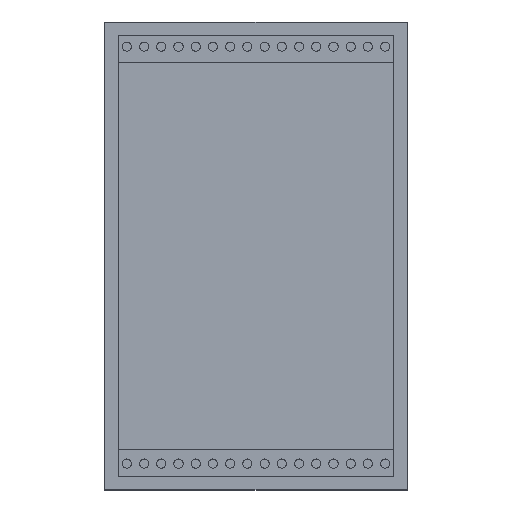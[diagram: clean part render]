
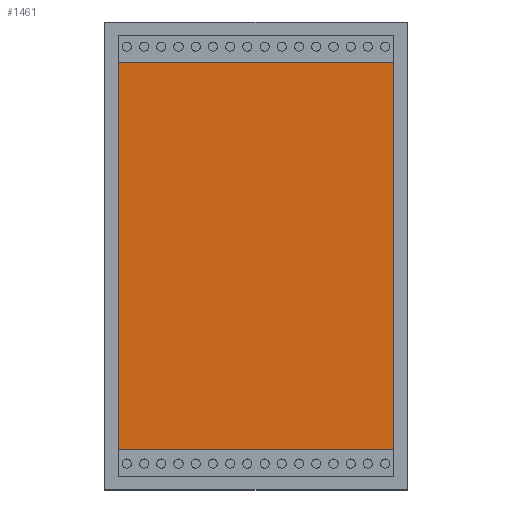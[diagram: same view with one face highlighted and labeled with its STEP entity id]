
A CAD part, top view. The second image highlights one B-rep face of the part: STEP entity #1461.
In plain terms, the highlighted planar face has unit normal (0, 0, 1).
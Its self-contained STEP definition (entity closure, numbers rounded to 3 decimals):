
#32 = PLANE('',#33);
#33 = AXIS2_PLACEMENT_3D('',#34,#35,#36);
#34 = CARTESIAN_POINT('',(-40.64,-65.,29.));
#35 = DIRECTION('',(1.,0.,0.));
#36 = DIRECTION('',(0.,1.,0.));
#281 = VERTEX_POINT('',#282);
#282 = CARTESIAN_POINT('',(-40.64,-65.,4.));
#296 = PLANE('',#297);
#297 = AXIS2_PLACEMENT_3D('',#298,#299,#300);
#298 = CARTESIAN_POINT('',(40.64,-65.,29.));
#299 = DIRECTION('',(0.,1.,0.));
#300 = DIRECTION('',(-1.,0.,0.));
#308 = EDGE_CURVE('',#281,#309,#311,.T.);
#309 = VERTEX_POINT('',#310);
#310 = CARTESIAN_POINT('',(-40.64,65.,4.));
#311 = SURFACE_CURVE('',#312,(#316,#323),.PCURVE_S1.);
#312 = LINE('',#313,#314);
#313 = CARTESIAN_POINT('',(-40.64,-65.,4.));
#314 = VECTOR('',#315,1.);
#315 = DIRECTION('',(0.,1.,0.));
#316 = PCURVE('',#32,#317);
#317 = DEFINITIONAL_REPRESENTATION('',(#318),#322);
#318 = LINE('',#319,#320);
#319 = CARTESIAN_POINT('',(0.,-25.));
#320 = VECTOR('',#321,1.);
#321 = DIRECTION('',(1.,0.));
#322 = ( GEOMETRIC_REPRESENTATION_CONTEXT(2) 
PARAMETRIC_REPRESENTATION_CONTEXT() REPRESENTATION_CONTEXT('2D SPACE',''
  ) );
#323 = PCURVE('',#324,#329);
#324 = PLANE('',#325);
#325 = AXIS2_PLACEMENT_3D('',#326,#327,#328);
#326 = CARTESIAN_POINT('',(0.,0.,4.));
#327 = DIRECTION('',(-0.,-0.,-1.));
#328 = DIRECTION('',(-1.,0.,0.));
#329 = DEFINITIONAL_REPRESENTATION('',(#330),#334);
#330 = LINE('',#331,#332);
#331 = CARTESIAN_POINT('',(40.64,-65.));
#332 = VECTOR('',#333,1.);
#333 = DIRECTION('',(0.,1.));
#334 = ( GEOMETRIC_REPRESENTATION_CONTEXT(2) 
PARAMETRIC_REPRESENTATION_CONTEXT() REPRESENTATION_CONTEXT('2D SPACE',''
  ) );
#352 = PLANE('',#353);
#353 = AXIS2_PLACEMENT_3D('',#354,#355,#356);
#354 = CARTESIAN_POINT('',(-40.64,65.,29.));
#355 = DIRECTION('',(0.,-1.,0.));
#356 = DIRECTION('',(1.,0.,0.));
#439 = PLANE('',#440);
#440 = AXIS2_PLACEMENT_3D('',#441,#442,#443);
#441 = CARTESIAN_POINT('',(40.64,65.,29.));
#442 = DIRECTION('',(-1.,0.,0.));
#443 = DIRECTION('',(0.,-1.,0.));
#1255 = EDGE_CURVE('',#309,#1256,#1258,.T.);
#1256 = VERTEX_POINT('',#1257);
#1257 = CARTESIAN_POINT('',(40.64,65.,4.));
#1258 = SURFACE_CURVE('',#1259,(#1263,#1270),.PCURVE_S1.);
#1259 = LINE('',#1260,#1261);
#1260 = CARTESIAN_POINT('',(-40.64,65.,4.));
#1261 = VECTOR('',#1262,1.);
#1262 = DIRECTION('',(1.,0.,0.));
#1263 = PCURVE('',#352,#1264);
#1264 = DEFINITIONAL_REPRESENTATION('',(#1265),#1269);
#1265 = LINE('',#1266,#1267);
#1266 = CARTESIAN_POINT('',(0.,-25.));
#1267 = VECTOR('',#1268,1.);
#1268 = DIRECTION('',(1.,0.));
#1269 = ( GEOMETRIC_REPRESENTATION_CONTEXT(2) 
PARAMETRIC_REPRESENTATION_CONTEXT() REPRESENTATION_CONTEXT('2D SPACE',''
  ) );
#1270 = PCURVE('',#324,#1271);
#1271 = DEFINITIONAL_REPRESENTATION('',(#1272),#1276);
#1272 = LINE('',#1273,#1274);
#1273 = CARTESIAN_POINT('',(40.64,65.));
#1274 = VECTOR('',#1275,1.);
#1275 = DIRECTION('',(-1.,0.));
#1276 = ( GEOMETRIC_REPRESENTATION_CONTEXT(2) 
PARAMETRIC_REPRESENTATION_CONTEXT() REPRESENTATION_CONTEXT('2D SPACE',''
  ) );
#1461 = ADVANCED_FACE('',(#1462),#324,.F.);
#1462 = FACE_BOUND('',#1463,.F.);
#1463 = EDGE_LOOP('',(#1464,#1465,#1488,#1509));
#1464 = ORIENTED_EDGE('',*,*,#1255,.T.);
#1465 = ORIENTED_EDGE('',*,*,#1466,.T.);
#1466 = EDGE_CURVE('',#1256,#1467,#1469,.T.);
#1467 = VERTEX_POINT('',#1468);
#1468 = CARTESIAN_POINT('',(40.64,-65.,4.));
#1469 = SURFACE_CURVE('',#1470,(#1474,#1481),.PCURVE_S1.);
#1470 = LINE('',#1471,#1472);
#1471 = CARTESIAN_POINT('',(40.64,65.,4.));
#1472 = VECTOR('',#1473,1.);
#1473 = DIRECTION('',(0.,-1.,0.));
#1474 = PCURVE('',#324,#1475);
#1475 = DEFINITIONAL_REPRESENTATION('',(#1476),#1480);
#1476 = LINE('',#1477,#1478);
#1477 = CARTESIAN_POINT('',(-40.64,65.));
#1478 = VECTOR('',#1479,1.);
#1479 = DIRECTION('',(0.,-1.));
#1480 = ( GEOMETRIC_REPRESENTATION_CONTEXT(2) 
PARAMETRIC_REPRESENTATION_CONTEXT() REPRESENTATION_CONTEXT('2D SPACE',''
  ) );
#1481 = PCURVE('',#439,#1482);
#1482 = DEFINITIONAL_REPRESENTATION('',(#1483),#1487);
#1483 = LINE('',#1484,#1485);
#1484 = CARTESIAN_POINT('',(0.,-25.));
#1485 = VECTOR('',#1486,1.);
#1486 = DIRECTION('',(1.,0.));
#1487 = ( GEOMETRIC_REPRESENTATION_CONTEXT(2) 
PARAMETRIC_REPRESENTATION_CONTEXT() REPRESENTATION_CONTEXT('2D SPACE',''
  ) );
#1488 = ORIENTED_EDGE('',*,*,#1489,.T.);
#1489 = EDGE_CURVE('',#1467,#281,#1490,.T.);
#1490 = SURFACE_CURVE('',#1491,(#1495,#1502),.PCURVE_S1.);
#1491 = LINE('',#1492,#1493);
#1492 = CARTESIAN_POINT('',(40.64,-65.,4.));
#1493 = VECTOR('',#1494,1.);
#1494 = DIRECTION('',(-1.,0.,0.));
#1495 = PCURVE('',#324,#1496);
#1496 = DEFINITIONAL_REPRESENTATION('',(#1497),#1501);
#1497 = LINE('',#1498,#1499);
#1498 = CARTESIAN_POINT('',(-40.64,-65.));
#1499 = VECTOR('',#1500,1.);
#1500 = DIRECTION('',(1.,0.));
#1501 = ( GEOMETRIC_REPRESENTATION_CONTEXT(2) 
PARAMETRIC_REPRESENTATION_CONTEXT() REPRESENTATION_CONTEXT('2D SPACE',''
  ) );
#1502 = PCURVE('',#296,#1503);
#1503 = DEFINITIONAL_REPRESENTATION('',(#1504),#1508);
#1504 = LINE('',#1505,#1506);
#1505 = CARTESIAN_POINT('',(0.,-25.));
#1506 = VECTOR('',#1507,1.);
#1507 = DIRECTION('',(1.,0.));
#1508 = ( GEOMETRIC_REPRESENTATION_CONTEXT(2) 
PARAMETRIC_REPRESENTATION_CONTEXT() REPRESENTATION_CONTEXT('2D SPACE',''
  ) );
#1509 = ORIENTED_EDGE('',*,*,#308,.T.);
